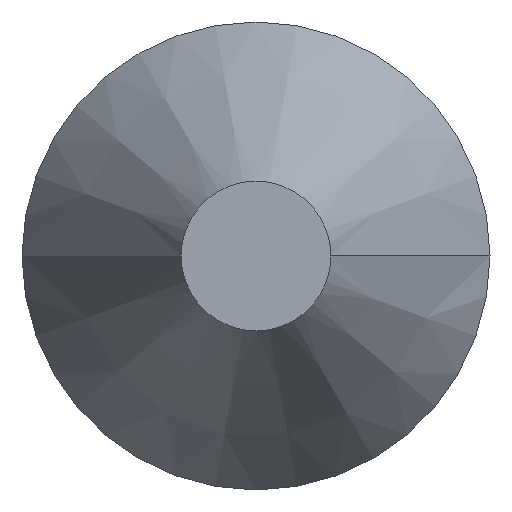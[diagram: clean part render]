
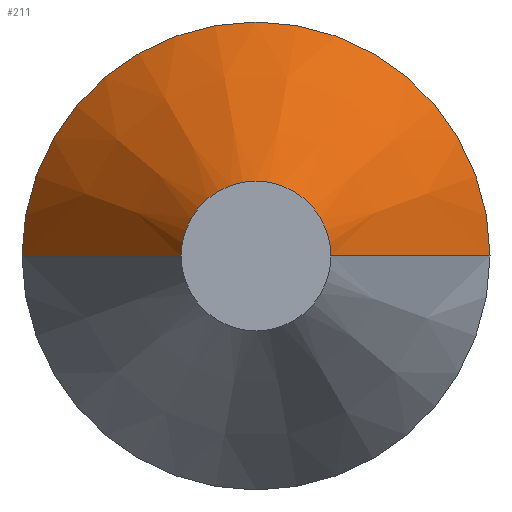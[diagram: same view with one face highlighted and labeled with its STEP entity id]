
A CAD part, front view. The second image highlights one B-rep face of the part: STEP entity #211.
In plain terms, the highlighted conical face has half-angle 30 degrees and reference radius 0.508 mm.
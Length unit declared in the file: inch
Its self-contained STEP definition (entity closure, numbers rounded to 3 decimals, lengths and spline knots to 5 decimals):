
#1 = VECTOR ( 'NONE', #9, 39.37008 ) ;
#9 = DIRECTION ( 'NONE',  ( 0.5, 0.866, 0. ) ) ;
#14 = ORIENTED_EDGE ( 'NONE', *, *, #157, .T. ) ;
#25 = CARTESIAN_POINT ( 'NONE',  ( 0., 0., 0. ) ) ;
#28 = DIRECTION ( 'NONE',  ( -1., 0., 0. ) ) ;
#30 = ORIENTED_EDGE ( 'NONE', *, *, #130, .F. ) ;
#50 = LINE ( 'NONE', #265, #267 ) ;
#59 = CIRCLE ( 'NONE', #86, 0.02 ) ;
#77 = DIRECTION ( 'NONE',  ( 1., 0., 0. ) ) ;
#80 = ORIENTED_EDGE ( 'NONE', *, *, #271, .T. ) ;
#85 = DIRECTION ( 'NONE',  ( 0., -1., 0. ) ) ;
#86 = AXIS2_PLACEMENT_3D ( 'NONE', #305, #85, #283 ) ;
#96 = CARTESIAN_POINT ( 'NONE',  ( 0., 0.07361, 0. ) ) ;
#116 = DIRECTION ( 'NONE',  ( 0., 1., 0. ) ) ;
#130 = EDGE_CURVE ( 'NONE', #237, #150, #59, .T. ) ;
#131 = CONICAL_SURFACE ( 'NONE', #279, 0.02, 0.524 ) ;
#134 = ORIENTED_EDGE ( 'NONE', *, *, #197, .F. ) ;
#140 = CARTESIAN_POINT ( 'NONE',  ( -0.02, 0., 0. ) ) ;
#141 = CARTESIAN_POINT ( 'NONE',  ( 0.02, 0., 0. ) ) ;
#150 = VERTEX_POINT ( 'NONE', #140 ) ;
#157 = EDGE_CURVE ( 'NONE', #237, #274, #285, .T. ) ;
#180 = CARTESIAN_POINT ( 'NONE',  ( 0.0625, 0.07361, 0. ) ) ;
#182 = CIRCLE ( 'NONE', #258, 0.0625 ) ;
#197 = EDGE_CURVE ( 'NONE', #150, #286, #50, .T. ) ;
#211 = ADVANCED_FACE ( 'NONE', ( #272 ), #131, .T. ) ;
#222 = CARTESIAN_POINT ( 'NONE',  ( -0.0625, 0.07361, 0. ) ) ;
#237 = VERTEX_POINT ( 'NONE', #277 ) ;
#256 = EDGE_LOOP ( 'NONE', ( #30, #14, #80, #134 ) ) ;
#258 = AXIS2_PLACEMENT_3D ( 'NONE', #96, #275, #77 ) ;
#265 = CARTESIAN_POINT ( 'NONE',  ( -0.02, 0., 0. ) ) ;
#267 = VECTOR ( 'NONE', #297, 39.37008 ) ;
#271 = EDGE_CURVE ( 'NONE', #274, #286, #182, .T. ) ;
#272 = FACE_OUTER_BOUND ( 'NONE', #256, .T. ) ;
#274 = VERTEX_POINT ( 'NONE', #180 ) ;
#275 = DIRECTION ( 'NONE',  ( 0., -1., 0. ) ) ;
#277 = CARTESIAN_POINT ( 'NONE',  ( 0.02, 0., 0. ) ) ;
#279 = AXIS2_PLACEMENT_3D ( 'NONE', #25, #116, #28 ) ;
#283 = DIRECTION ( 'NONE',  ( 1., 0., 0. ) ) ;
#285 = LINE ( 'NONE', #141, #1 ) ;
#286 = VERTEX_POINT ( 'NONE', #222 ) ;
#297 = DIRECTION ( 'NONE',  ( -0.5, 0.866, 0. ) ) ;
#305 = CARTESIAN_POINT ( 'NONE',  ( 0., 0., 0. ) ) ;
